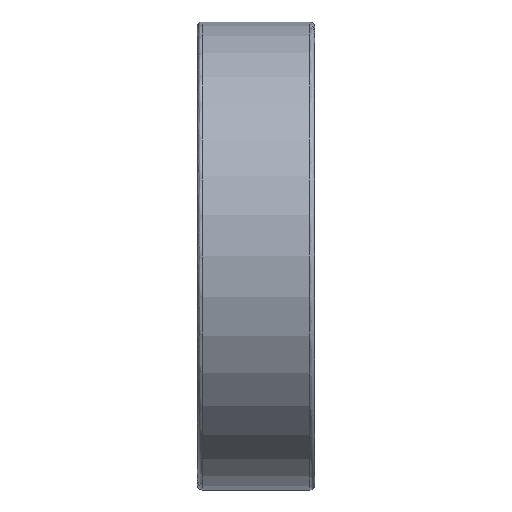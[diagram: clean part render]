
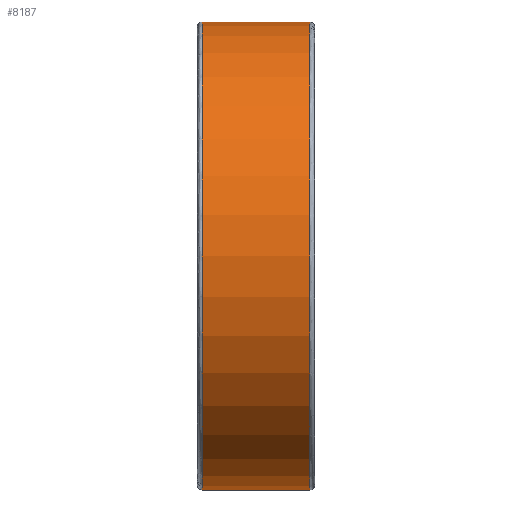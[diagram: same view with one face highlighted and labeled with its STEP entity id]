
A CAD part, front view. The second image highlights one B-rep face of the part: STEP entity #8187.
In plain terms, the highlighted cylindrical face has radius 6.344 mm (diameter 12.687 mm), a partial arc.
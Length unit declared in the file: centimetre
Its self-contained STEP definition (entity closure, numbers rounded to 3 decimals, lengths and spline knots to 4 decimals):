
#33 = CARTESIAN_POINT ( 'NONE',  ( -0.1461, 0., 0. ) ) ;
#34 = DIRECTION ( 'NONE',  ( 1., 0., 0. ) ) ;
#35 = DIRECTION ( 'NONE',  ( 0., 0., -1. ) ) ;
#126 = CARTESIAN_POINT ( 'NONE',  ( 0.1461, 0., 0. ) ) ;
#127 = DIRECTION ( 'NONE',  ( -1., 0., 0. ) ) ;
#128 = DIRECTION ( 'NONE',  ( 0., 0., -1. ) ) ;
#1591 = LINE ( 'NONE', #7739, #1593 ) ;
#1593 = VECTOR ( 'NONE', #7740, 100. ) ;
#1673 = LINE ( 'NONE', #3539, #1675 ) ;
#1675 = VECTOR ( 'NONE', #3538, 100. ) ;
#1693 = FACE_OUTER_BOUND ( 'NONE', #8880, .T. ) ;
#1694 = CYLINDRICAL_SURFACE ( 'NONE', #3735, 0.6344 ) ;
#3538 = DIRECTION ( 'NONE',  ( 1., 0., 0. ) ) ;
#3539 = CARTESIAN_POINT ( 'NONE',  ( -0.1588, 0., 0.6344 ) ) ;
#3735 = AXIS2_PLACEMENT_3D ( 'NONE', #4742, #4743, #4744 ) ;
#4742 = CARTESIAN_POINT ( 'NONE',  ( -0.1588, 0., 0. ) ) ;
#4743 = DIRECTION ( 'NONE',  ( 1., 0., 0. ) ) ;
#4744 = DIRECTION ( 'NONE',  ( 0., 0., -1. ) ) ;
#5236 = EDGE_CURVE ( 'NONE', #8867, #8912, #6281, .T. ) ;
#5246 = EDGE_CURVE ( 'NONE', #8840, #8833, #6292, .T. ) ;
#6281 = CIRCLE ( 'NONE', #8031, 0.6344 ) ;
#6292 = CIRCLE ( 'NONE', #8035, 0.6344 ) ;
#6317 = ORIENTED_EDGE ( 'NONE', *, *, #5236, .T. ) ;
#6329 = ORIENTED_EDGE ( 'NONE', *, *, #5246, .T. ) ;
#6479 = ORIENTED_EDGE ( 'NONE', *, *, #7163, .F. ) ;
#6522 = ORIENTED_EDGE ( 'NONE', *, *, #7040, .T. ) ;
#7040 = EDGE_CURVE ( 'NONE', #8912, #8840, #1591, .T. ) ;
#7163 = EDGE_CURVE ( 'NONE', #8867, #8833, #1673, .T. ) ;
#7739 = CARTESIAN_POINT ( 'NONE',  ( -0.1588, 0., -0.6344 ) ) ;
#7740 = DIRECTION ( 'NONE',  ( 1., 0., 0. ) ) ;
#8031 = AXIS2_PLACEMENT_3D ( 'NONE', #33, #34, #35 ) ;
#8035 = AXIS2_PLACEMENT_3D ( 'NONE', #126, #127, #128 ) ;
#8187 = ADVANCED_FACE ( 'NONE', ( #1693 ), #1694, .T. ) ;
#8749 = CARTESIAN_POINT ( 'NONE',  ( 0.1461, 0., 0.6344 ) ) ;
#8765 = CARTESIAN_POINT ( 'NONE',  ( -0.1461, 0., 0.6344 ) ) ;
#8770 = CARTESIAN_POINT ( 'NONE',  ( 0.1461, 0., -0.6344 ) ) ;
#8778 = CARTESIAN_POINT ( 'NONE',  ( -0.1461, 0., -0.6344 ) ) ;
#8833 = VERTEX_POINT ( 'NONE', #8749 ) ;
#8840 = VERTEX_POINT ( 'NONE', #8770 ) ;
#8867 = VERTEX_POINT ( 'NONE', #8765 ) ;
#8880 = EDGE_LOOP ( 'NONE', ( #6479, #6317, #6522, #6329 ) ) ;
#8912 = VERTEX_POINT ( 'NONE', #8778 ) ;
